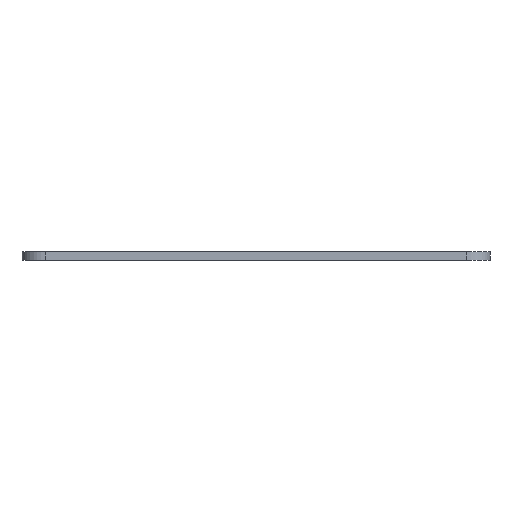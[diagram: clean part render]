
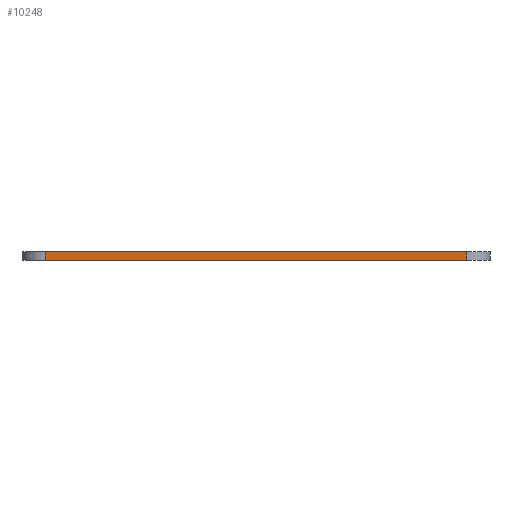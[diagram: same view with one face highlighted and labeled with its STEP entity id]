
A CAD part, left-side view. The second image highlights one B-rep face of the part: STEP entity #10248.
In plain terms, the highlighted planar face has unit normal (-1, 0, 0).
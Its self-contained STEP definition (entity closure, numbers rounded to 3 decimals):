
#84 = PLANE('',#85);
#85 = AXIS2_PLACEMENT_3D('',#86,#87,#88);
#86 = CARTESIAN_POINT('',(0.,0.,1.6));
#87 = DIRECTION('',(0.,0.,1.));
#88 = DIRECTION('',(1.,0.,-0.));
#139 = PLANE('',#140);
#140 = AXIS2_PLACEMENT_3D('',#141,#142,#143);
#141 = CARTESIAN_POINT('',(0.,0.,0.));
#142 = DIRECTION('',(0.,0.,1.));
#143 = DIRECTION('',(1.,0.,-0.));
#194 = CYLINDRICAL_SURFACE('',#195,4.445);
#195 = AXIS2_PLACEMENT_3D('',#196,#197,#198);
#196 = CARTESIAN_POINT('',(-56.83,-40.007,0.));
#197 = DIRECTION('',(-0.,-0.,-1.));
#198 = DIRECTION('',(1.,0.,-0.));
#361 = VERTEX_POINT('',#362);
#362 = CARTESIAN_POINT('',(-61.279,40.006,0.));
#377 = CYLINDRICAL_SURFACE('',#378,4.445);
#378 = AXIS2_PLACEMENT_3D('',#379,#380,#381);
#379 = CARTESIAN_POINT('',(-56.834,40.006,0.));
#380 = DIRECTION('',(-0.,-0.,-1.));
#381 = DIRECTION('',(1.,0.,-0.));
#389 = EDGE_CURVE('',#390,#361,#392,.T.);
#390 = VERTEX_POINT('',#391);
#391 = CARTESIAN_POINT('',(-61.275,-40.006,0.));
#392 = SURFACE_CURVE('',#393,(#397,#404),.PCURVE_S1.);
#393 = LINE('',#394,#395);
#394 = CARTESIAN_POINT('',(-61.275,-40.006,0.));
#395 = VECTOR('',#396,1.);
#396 = DIRECTION('',(0.,1.,0.));
#397 = PCURVE('',#139,#398);
#398 = DEFINITIONAL_REPRESENTATION('',(#399),#403);
#399 = LINE('',#400,#401);
#400 = CARTESIAN_POINT('',(-61.275,-40.007));
#401 = VECTOR('',#402,1.);
#402 = DIRECTION('',(0.,1.));
#403 = ( GEOMETRIC_REPRESENTATION_CONTEXT(2) 
PARAMETRIC_REPRESENTATION_CONTEXT() REPRESENTATION_CONTEXT('2D SPACE',''
  ) );
#404 = PCURVE('',#405,#410);
#405 = PLANE('',#406);
#406 = AXIS2_PLACEMENT_3D('',#407,#408,#409);
#407 = CARTESIAN_POINT('',(-61.275,-40.006,0.));
#408 = DIRECTION('',(-1.,0.,0.));
#409 = DIRECTION('',(0.,1.,0.));
#410 = DEFINITIONAL_REPRESENTATION('',(#411),#415);
#411 = LINE('',#412,#413);
#412 = CARTESIAN_POINT('',(0.,0.));
#413 = VECTOR('',#414,1.);
#414 = DIRECTION('',(1.,0.));
#415 = ( GEOMETRIC_REPRESENTATION_CONTEXT(2) 
PARAMETRIC_REPRESENTATION_CONTEXT() REPRESENTATION_CONTEXT('2D SPACE',''
  ) );
#5732 = VERTEX_POINT('',#5733);
#5733 = CARTESIAN_POINT('',(-61.279,40.006,1.6));
#5755 = EDGE_CURVE('',#5756,#5732,#5758,.T.);
#5756 = VERTEX_POINT('',#5757);
#5757 = CARTESIAN_POINT('',(-61.275,-40.006,1.6));
#5758 = SURFACE_CURVE('',#5759,(#5763,#5770),.PCURVE_S1.);
#5759 = LINE('',#5760,#5761);
#5760 = CARTESIAN_POINT('',(-61.275,-40.006,1.6));
#5761 = VECTOR('',#5762,1.);
#5762 = DIRECTION('',(0.,1.,0.));
#5763 = PCURVE('',#84,#5764);
#5764 = DEFINITIONAL_REPRESENTATION('',(#5765),#5769);
#5765 = LINE('',#5766,#5767);
#5766 = CARTESIAN_POINT('',(-61.275,-40.007));
#5767 = VECTOR('',#5768,1.);
#5768 = DIRECTION('',(0.,1.));
#5769 = ( GEOMETRIC_REPRESENTATION_CONTEXT(2) 
PARAMETRIC_REPRESENTATION_CONTEXT() REPRESENTATION_CONTEXT('2D SPACE',''
  ) );
#5770 = PCURVE('',#405,#5771);
#5771 = DEFINITIONAL_REPRESENTATION('',(#5772),#5776);
#5772 = LINE('',#5773,#5774);
#5773 = CARTESIAN_POINT('',(0.,-1.6));
#5774 = VECTOR('',#5775,1.);
#5775 = DIRECTION('',(1.,0.));
#5776 = ( GEOMETRIC_REPRESENTATION_CONTEXT(2) 
PARAMETRIC_REPRESENTATION_CONTEXT() REPRESENTATION_CONTEXT('2D SPACE',''
  ) );
#10198 = EDGE_CURVE('',#390,#5756,#10199,.T.);
#10199 = SURFACE_CURVE('',#10200,(#10204,#10211),.PCURVE_S1.);
#10200 = LINE('',#10201,#10202);
#10201 = CARTESIAN_POINT('',(-61.275,-40.006,0.));
#10202 = VECTOR('',#10203,1.);
#10203 = DIRECTION('',(0.,0.,1.));
#10204 = PCURVE('',#194,#10205);
#10205 = DEFINITIONAL_REPRESENTATION('',(#10206),#10210);
#10206 = LINE('',#10207,#10208);
#10207 = CARTESIAN_POINT('',(-3.142,0.));
#10208 = VECTOR('',#10209,1.);
#10209 = DIRECTION('',(-0.,-1.));
#10210 = ( GEOMETRIC_REPRESENTATION_CONTEXT(2) 
PARAMETRIC_REPRESENTATION_CONTEXT() REPRESENTATION_CONTEXT('2D SPACE',''
  ) );
#10211 = PCURVE('',#405,#10212);
#10212 = DEFINITIONAL_REPRESENTATION('',(#10213),#10217);
#10213 = LINE('',#10214,#10215);
#10214 = CARTESIAN_POINT('',(0.,0.));
#10215 = VECTOR('',#10216,1.);
#10216 = DIRECTION('',(0.,-1.));
#10217 = ( GEOMETRIC_REPRESENTATION_CONTEXT(2) 
PARAMETRIC_REPRESENTATION_CONTEXT() REPRESENTATION_CONTEXT('2D SPACE',''
  ) );
#10248 = ADVANCED_FACE('',(#10249),#405,.T.);
#10249 = FACE_BOUND('',#10250,.T.);
#10250 = EDGE_LOOP('',(#10251,#10252,#10253,#10274));
#10251 = ORIENTED_EDGE('',*,*,#10198,.T.);
#10252 = ORIENTED_EDGE('',*,*,#5755,.T.);
#10253 = ORIENTED_EDGE('',*,*,#10254,.F.);
#10254 = EDGE_CURVE('',#361,#5732,#10255,.T.);
#10255 = SURFACE_CURVE('',#10256,(#10260,#10267),.PCURVE_S1.);
#10256 = LINE('',#10257,#10258);
#10257 = CARTESIAN_POINT('',(-61.279,40.006,0.));
#10258 = VECTOR('',#10259,1.);
#10259 = DIRECTION('',(0.,0.,1.));
#10260 = PCURVE('',#405,#10261);
#10261 = DEFINITIONAL_REPRESENTATION('',(#10262),#10266);
#10262 = LINE('',#10263,#10264);
#10263 = CARTESIAN_POINT('',(80.013,0.));
#10264 = VECTOR('',#10265,1.);
#10265 = DIRECTION('',(0.,-1.));
#10266 = ( GEOMETRIC_REPRESENTATION_CONTEXT(2) 
PARAMETRIC_REPRESENTATION_CONTEXT() REPRESENTATION_CONTEXT('2D SPACE',''
  ) );
#10267 = PCURVE('',#377,#10268);
#10268 = DEFINITIONAL_REPRESENTATION('',(#10269),#10273);
#10269 = LINE('',#10270,#10271);
#10270 = CARTESIAN_POINT('',(-3.142,0.));
#10271 = VECTOR('',#10272,1.);
#10272 = DIRECTION('',(-0.,-1.));
#10273 = ( GEOMETRIC_REPRESENTATION_CONTEXT(2) 
PARAMETRIC_REPRESENTATION_CONTEXT() REPRESENTATION_CONTEXT('2D SPACE',''
  ) );
#10274 = ORIENTED_EDGE('',*,*,#389,.F.);
